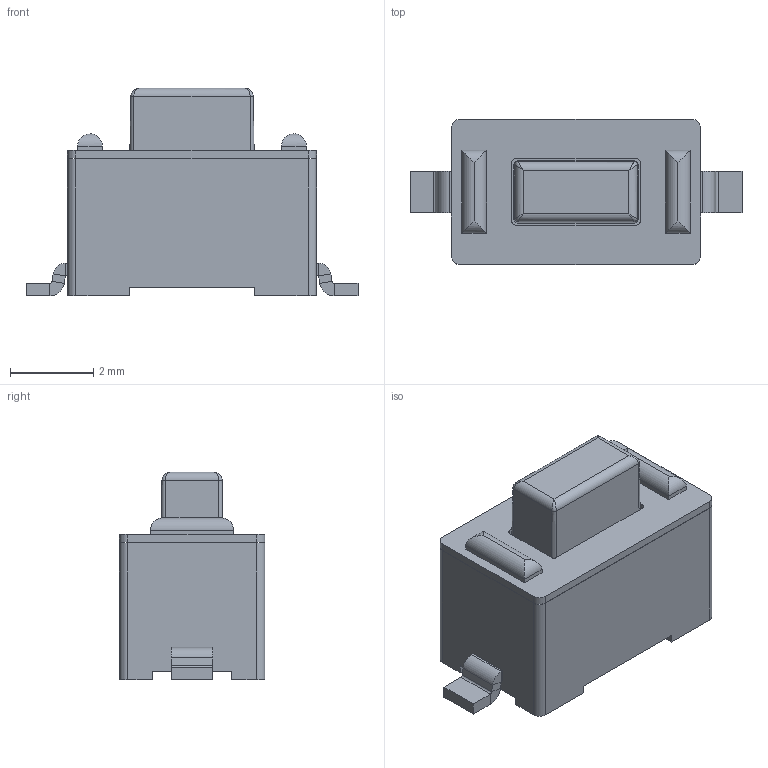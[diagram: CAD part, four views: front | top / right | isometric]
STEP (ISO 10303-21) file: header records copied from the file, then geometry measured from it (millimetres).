
FILE_DESCRIPTION (( 'STEP AP214' ), '1' );
FILE_NAME ('SW-SMD_L6.0-W3.5-H5.0-P7.5-LS8.0.step', '2022-07-26T15:21:54', ( '' ), ( '' ), 'SwSTEP 2.0', 'SolidWorks 2020', '' );
FILE_SCHEMA (( 'AUTOMOTIVE_DESIGN' ));
Length unit declared in the file: millimetre
Products named in the file (1): SW-SMD_L6.0-W3.5-H5.0-P7.5-LS8.0
Bounding box: 8 x 3.5 x 5 mm (x, y, z)
Volume: 77.9 mm3; surface area: 169.7 mm2
Topology: 17 solids, 17 shells, 405 faces, 1035 edges, 670 vertices
Faces by surface type: plane 255, bspline 116, cylinder 30, cone 4
Entity records: 17981 total; most frequent: CARTESIAN_POINT 5175, ORIENTED_EDGE 2062, DIRECTION 1403, EDGE_CURVE 1031, LINE 743, VECTOR 743, VERTEX_POINT 670, EDGE_LOOP 429
